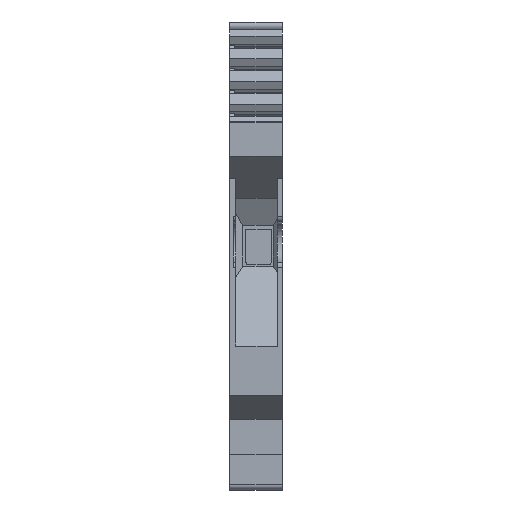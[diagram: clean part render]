
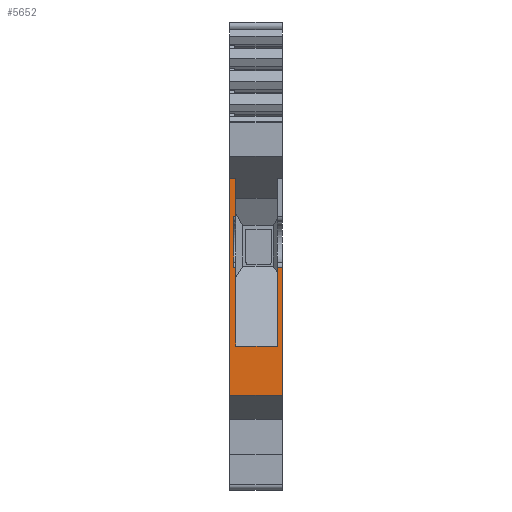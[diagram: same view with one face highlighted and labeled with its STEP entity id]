
A CAD part, left-side view. The second image highlights one B-rep face of the part: STEP entity #5652.
In plain terms, the highlighted planar face has unit normal (-1, 0, 0).
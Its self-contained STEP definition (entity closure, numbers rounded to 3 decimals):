
#919=ORIENTED_EDGE('',*,*,#2402,.T.);
#920=ORIENTED_EDGE('',*,*,#2403,.T.);
#921=ORIENTED_EDGE('',*,*,#2404,.F.);
#922=ORIENTED_EDGE('',*,*,#2000,.T.);
#923=ORIENTED_EDGE('',*,*,#1990,.F.);
#924=ORIENTED_EDGE('',*,*,#2001,.F.);
#925=ORIENTED_EDGE('',*,*,#1984,.F.);
#926=ORIENTED_EDGE('',*,*,#1981,.F.);
#927=ORIENTED_EDGE('',*,*,#1979,.T.);
#928=ORIENTED_EDGE('',*,*,#2005,.F.);
#929=ORIENTED_EDGE('',*,*,#2405,.F.);
#930=ORIENTED_EDGE('',*,*,#2139,.F.);
#1979=EDGE_CURVE('',#2812,#2811,#3359,.T.);
#1981=EDGE_CURVE('',#2812,#2813,#3360,.T.);
#1984=EDGE_CURVE('',#2813,#2814,#3361,.T.);
#1990=EDGE_CURVE('',#2820,#2815,#3367,.T.);
#2000=EDGE_CURVE('',#2822,#2815,#3374,.T.);
#2001=EDGE_CURVE('',#2814,#2820,#3375,.T.);
#2005=EDGE_CURVE('',#2832,#2811,#3379,.T.);
#2139=EDGE_CURVE('',#2952,#2953,#3490,.T.);
#2402=EDGE_CURVE('',#2952,#3140,#3699,.T.);
#2403=EDGE_CURVE('',#3140,#3141,#3700,.T.);
#2404=EDGE_CURVE('',#2822,#3141,#3701,.T.);
#2405=EDGE_CURVE('',#2953,#2832,#3702,.T.);
#2811=VERTEX_POINT('',#7984);
#2812=VERTEX_POINT('',#7986);
#2813=VERTEX_POINT('',#7990);
#2814=VERTEX_POINT('',#7994);
#2815=VERTEX_POINT('',#7998);
#2820=VERTEX_POINT('',#8007);
#2822=VERTEX_POINT('',#8012);
#2832=VERTEX_POINT('',#8036);
#2952=VERTEX_POINT('',#8313);
#2953=VERTEX_POINT('',#8315);
#3140=VERTEX_POINT('',#8834);
#3141=VERTEX_POINT('',#8838);
#3359=LINE('',#7985,#4034);
#3360=LINE('',#7989,#4035);
#3361=LINE('',#7995,#4036);
#3367=LINE('',#8008,#4042);
#3374=LINE('',#8028,#4049);
#3375=LINE('',#8030,#4050);
#3379=LINE('',#8037,#4054);
#3490=LINE('',#8314,#4165);
#3699=LINE('',#8835,#4374);
#3700=LINE('',#8837,#4375);
#3701=LINE('',#8839,#4376);
#3702=LINE('',#8840,#4377);
#4034=VECTOR('',#6401,1000.);
#4035=VECTOR('',#6406,1000.);
#4036=VECTOR('',#6413,1000.);
#4042=VECTOR('',#6421,1000.);
#4049=VECTOR('',#6436,1000.);
#4050=VECTOR('',#6439,1000.);
#4054=VECTOR('',#6443,1000.);
#4165=VECTOR('',#6646,1000.);
#4374=VECTOR('',#7103,1000.);
#4375=VECTOR('',#7106,1000.);
#4376=VECTOR('',#7107,1000.);
#4377=VECTOR('',#7108,1000.);
#4808=EDGE_LOOP('',(#919,#920,#921,#922,#923,#924,#925,#926,#927,#928,#929,
#930));
#5125=FACE_BOUND('',#4808,.T.);
#5397=PLANE('',#6064);
#5652=ADVANCED_FACE('',(#5125),#5397,.F.);
#6064=AXIS2_PLACEMENT_3D('',#8836,#7104,#7105);
#6401=DIRECTION('',(0.,-1.,0.));
#6406=DIRECTION('',(0.,0.,-1.));
#6413=DIRECTION('',(0.,-1.,0.));
#6421=DIRECTION('',(0.,-1.,0.));
#6436=DIRECTION('',(0.,0.,-1.));
#6439=DIRECTION('',(0.,0.,-1.));
#6443=DIRECTION('',(0.,0.,-1.));
#6646=DIRECTION('',(0.,0.,1.));
#7103=DIRECTION('',(0.,-1.,0.));
#7104=DIRECTION('',(1.,0.,0.));
#7105=DIRECTION('',(0.,0.,-1.));
#7106=DIRECTION('',(0.,0.,1.));
#7107=DIRECTION('',(0.,-1.,0.));
#7108=DIRECTION('',(0.,-1.,0.));
#7984=CARTESIAN_POINT('',(-21.5,4.6,9.18));
#7985=CARTESIAN_POINT('',(-21.5,4.8,9.18));
#7986=CARTESIAN_POINT('',(-21.5,4.8,9.18));
#7989=CARTESIAN_POINT('',(-21.5,4.8,9.18));
#7990=CARTESIAN_POINT('',(-21.5,4.8,4.18));
#7994=CARTESIAN_POINT('',(-21.5,4.6,4.18));
#7995=CARTESIAN_POINT('',(-21.5,4.8,4.18));
#7998=CARTESIAN_POINT('',(-21.5,0.5,-3.568));
#8007=CARTESIAN_POINT('',(-21.5,4.6,-3.568));
#8008=CARTESIAN_POINT('',(-21.5,68.934,-3.568));
#8012=CARTESIAN_POINT('',(-21.5,0.5,4.18));
#8028=CARTESIAN_POINT('',(-21.5,0.5,-3.568));
#8030=CARTESIAN_POINT('',(-21.5,4.6,-3.568));
#8036=CARTESIAN_POINT('',(-21.5,4.6,12.944));
#8037=CARTESIAN_POINT('',(-21.5,4.6,-3.568));
#8313=CARTESIAN_POINT('',(-21.5,5.2,-8.42));
#8314=CARTESIAN_POINT('',(-21.5,5.2,-4.42));
#8315=CARTESIAN_POINT('',(-21.5,5.2,12.944));
#8834=CARTESIAN_POINT('',(-21.5,0.,-8.42));
#8835=CARTESIAN_POINT('',(-21.5,5.2,-8.42));
#8836=CARTESIAN_POINT('',(-21.5,5.2,-6.42));
#8837=CARTESIAN_POINT('',(-21.5,0.,-4.42));
#8838=CARTESIAN_POINT('',(-21.5,0.,4.18));
#8839=CARTESIAN_POINT('',(-21.5,68.434,4.18));
#8840=CARTESIAN_POINT('',(-21.5,5.2,12.944));
